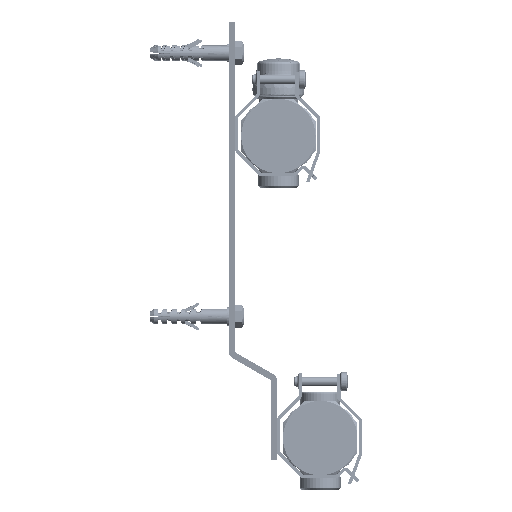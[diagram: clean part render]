
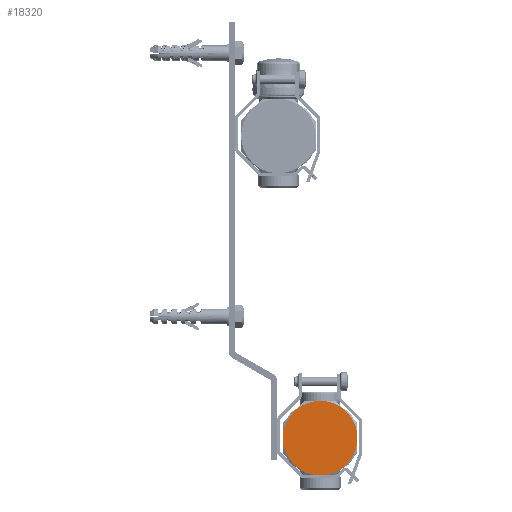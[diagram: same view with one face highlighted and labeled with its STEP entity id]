
A CAD part, front view. The second image highlights one B-rep face of the part: STEP entity #18320.
In plain terms, the highlighted planar face has unit normal (0, -1, 0).
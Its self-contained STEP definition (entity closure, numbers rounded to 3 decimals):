
#18233=CARTESIAN_POINT('Axis2P3D Location',(27.,164.74,-76.714)) ;
#18238=CARTESIAN_POINT('Axis2P3D Location',(27.,164.74,-52.714)) ;
#18242=CARTESIAN_POINT('Vertex',(27.,164.74,-28.714)) ;
#18244=CARTESIAN_POINT('Vertex',(15.494,164.74,-31.652)) ;
#18247=CARTESIAN_POINT('Axis2P3D Location',(27.,164.74,-52.714)) ;
#18251=CARTESIAN_POINT('Vertex',(10.029,164.74,-35.744)) ;
#18254=CARTESIAN_POINT('Axis2P3D Location',(27.,164.74,-52.714)) ;
#18258=CARTESIAN_POINT('Vertex',(3.,164.74,-52.714)) ;
#18261=CARTESIAN_POINT('Axis2P3D Location',(27.,164.74,-52.714)) ;
#18265=CARTESIAN_POINT('Vertex',(10.029,164.74,-69.685)) ;
#18268=CARTESIAN_POINT('Axis2P3D Location',(27.,164.74,-52.714)) ;
#18272=CARTESIAN_POINT('Vertex',(27.,164.74,-76.714)) ;
#18275=CARTESIAN_POINT('Axis2P3D Location',(27.,164.74,-52.714)) ;
#18279=CARTESIAN_POINT('Vertex',(38.506,164.74,-73.776)) ;
#18282=CARTESIAN_POINT('Axis2P3D Location',(27.,164.74,-52.714)) ;
#18286=CARTESIAN_POINT('Vertex',(43.971,164.74,-69.685)) ;
#18289=CARTESIAN_POINT('Axis2P3D Location',(27.,164.74,-52.714)) ;
#18293=CARTESIAN_POINT('Vertex',(51.,164.74,-52.714)) ;
#18296=CARTESIAN_POINT('Axis2P3D Location',(27.,164.74,-52.714)) ;
#18300=CARTESIAN_POINT('Vertex',(43.971,164.74,-35.744)) ;
#18303=CARTESIAN_POINT('Axis2P3D Location',(27.,164.74,-52.714)) ;
#18234=DIRECTION('Axis2P3D Direction',(0.,-1.,0.)) ;
#18235=DIRECTION('Axis2P3D XDirection',(1.,0.,0.)) ;
#18239=DIRECTION('Axis2P3D Direction',(0.,-1.,0.)) ;
#18248=DIRECTION('Axis2P3D Direction',(0.,-1.,0.)) ;
#18255=DIRECTION('Axis2P3D Direction',(0.,-1.,0.)) ;
#18262=DIRECTION('Axis2P3D Direction',(0.,-1.,0.)) ;
#18269=DIRECTION('Axis2P3D Direction',(0.,-1.,0.)) ;
#18276=DIRECTION('Axis2P3D Direction',(0.,-1.,0.)) ;
#18283=DIRECTION('Axis2P3D Direction',(0.,-1.,0.)) ;
#18290=DIRECTION('Axis2P3D Direction',(0.,-1.,0.)) ;
#18297=DIRECTION('Axis2P3D Direction',(0.,-1.,0.)) ;
#18304=DIRECTION('Axis2P3D Direction',(0.,-1.,0.)) ;
#18236=AXIS2_PLACEMENT_3D('Plane Axis2P3D',#18233,#18234,#18235) ;
#18240=AXIS2_PLACEMENT_3D('Circle Axis2P3D',#18238,#18239,$) ;
#18249=AXIS2_PLACEMENT_3D('Circle Axis2P3D',#18247,#18248,$) ;
#18256=AXIS2_PLACEMENT_3D('Circle Axis2P3D',#18254,#18255,$) ;
#18263=AXIS2_PLACEMENT_3D('Circle Axis2P3D',#18261,#18262,$) ;
#18270=AXIS2_PLACEMENT_3D('Circle Axis2P3D',#18268,#18269,$) ;
#18277=AXIS2_PLACEMENT_3D('Circle Axis2P3D',#18275,#18276,$) ;
#18284=AXIS2_PLACEMENT_3D('Circle Axis2P3D',#18282,#18283,$) ;
#18291=AXIS2_PLACEMENT_3D('Circle Axis2P3D',#18289,#18290,$) ;
#18298=AXIS2_PLACEMENT_3D('Circle Axis2P3D',#18296,#18297,$) ;
#18305=AXIS2_PLACEMENT_3D('Circle Axis2P3D',#18303,#18304,$) ;
#18241=CIRCLE('generated circle',#18240,24.) ;
#18250=CIRCLE('generated circle',#18249,24.) ;
#18257=CIRCLE('generated circle',#18256,24.) ;
#18264=CIRCLE('generated circle',#18263,24.) ;
#18271=CIRCLE('generated circle',#18270,24.) ;
#18278=CIRCLE('generated circle',#18277,24.) ;
#18285=CIRCLE('generated circle',#18284,24.) ;
#18292=CIRCLE('generated circle',#18291,24.) ;
#18299=CIRCLE('generated circle',#18298,24.) ;
#18306=CIRCLE('generated circle',#18305,24.) ;
#18237=PLANE('',#18236) ;
#18246=EDGE_CURVE('',#18243,#18245,#18241,.T.) ;
#18253=EDGE_CURVE('',#18245,#18252,#18250,.T.) ;
#18260=EDGE_CURVE('',#18252,#18259,#18257,.T.) ;
#18267=EDGE_CURVE('',#18259,#18266,#18264,.T.) ;
#18274=EDGE_CURVE('',#18266,#18273,#18271,.T.) ;
#18281=EDGE_CURVE('',#18273,#18280,#18278,.T.) ;
#18288=EDGE_CURVE('',#18280,#18287,#18285,.T.) ;
#18295=EDGE_CURVE('',#18287,#18294,#18292,.T.) ;
#18302=EDGE_CURVE('',#18294,#18301,#18299,.T.) ;
#18307=EDGE_CURVE('',#18301,#18243,#18306,.T.) ;
#18309=ORIENTED_EDGE('',*,*,#18246,.T.) ;
#18310=ORIENTED_EDGE('',*,*,#18253,.T.) ;
#18311=ORIENTED_EDGE('',*,*,#18260,.T.) ;
#18312=ORIENTED_EDGE('',*,*,#18267,.T.) ;
#18313=ORIENTED_EDGE('',*,*,#18274,.T.) ;
#18314=ORIENTED_EDGE('',*,*,#18281,.T.) ;
#18315=ORIENTED_EDGE('',*,*,#18288,.T.) ;
#18316=ORIENTED_EDGE('',*,*,#18295,.T.) ;
#18317=ORIENTED_EDGE('',*,*,#18302,.T.) ;
#18318=ORIENTED_EDGE('',*,*,#18307,.T.) ;
#18308=EDGE_LOOP('',(#18309,#18310,#18311,#18312,#18313,#18314,#18315,#18316,#18317,#18318)) ;
#18243=VERTEX_POINT('',#18242) ;
#18245=VERTEX_POINT('',#18244) ;
#18252=VERTEX_POINT('',#18251) ;
#18259=VERTEX_POINT('',#18258) ;
#18266=VERTEX_POINT('',#18265) ;
#18273=VERTEX_POINT('',#18272) ;
#18280=VERTEX_POINT('',#18279) ;
#18287=VERTEX_POINT('',#18286) ;
#18294=VERTEX_POINT('',#18293) ;
#18301=VERTEX_POINT('',#18300) ;
#18320=ADVANCED_FACE('PartBody',(#18319),#18237,.T.) ;
#18319=FACE_OUTER_BOUND('',#18308,.T.) ;
